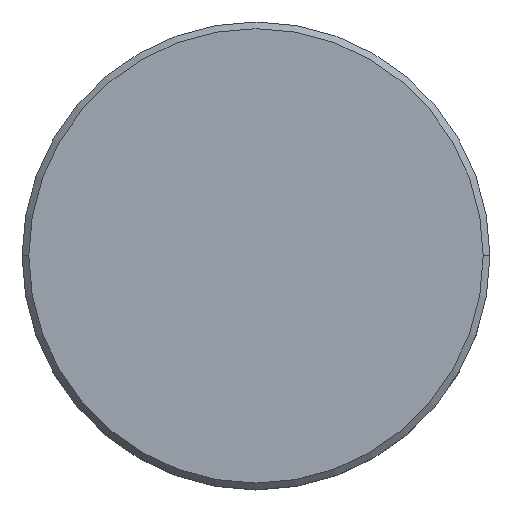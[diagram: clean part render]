
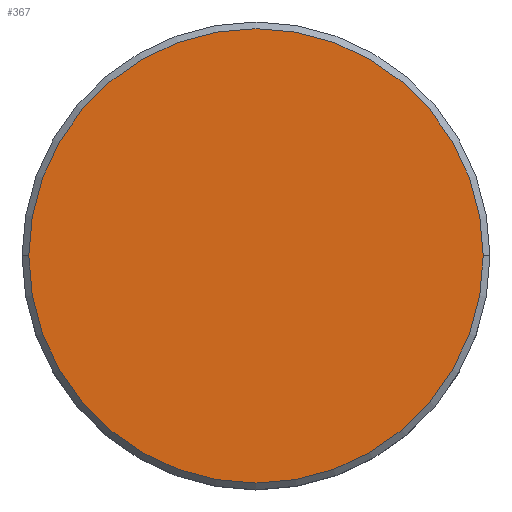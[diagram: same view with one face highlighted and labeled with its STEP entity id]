
A CAD part, top view. The second image highlights one B-rep face of the part: STEP entity #367.
In plain terms, the highlighted planar face has unit normal (0, 0, 1).
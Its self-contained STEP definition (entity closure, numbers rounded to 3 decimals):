
#16 = CIRCLE ( 'NONE', #95, 17. ) ;
#20 = EDGE_LOOP ( 'NONE', ( #216, #122 ) ) ;
#63 = AXIS2_PLACEMENT_3D ( 'NONE', #232, #420, #197 ) ;
#95 = AXIS2_PLACEMENT_3D ( 'NONE', #280, #410, #511 ) ;
#108 = CIRCLE ( 'NONE', #315, 17. ) ;
#122 = ORIENTED_EDGE ( 'NONE', *, *, #226, .T. ) ;
#150 = PLANE ( 'NONE',  #63 ) ;
#153 = FACE_OUTER_BOUND ( 'NONE', #20, .T. ) ;
#162 = DIRECTION ( 'NONE',  ( 0., 0., 1. ) ) ;
#197 = DIRECTION ( 'NONE',  ( 1., 0., 0. ) ) ;
#216 = ORIENTED_EDGE ( 'NONE', *, *, #512, .T. ) ;
#226 = EDGE_CURVE ( 'NONE', #339, #478, #16, .T. ) ;
#232 = CARTESIAN_POINT ( 'NONE',  ( 0., 0., 0. ) ) ;
#280 = CARTESIAN_POINT ( 'NONE',  ( 0., 0., 0. ) ) ;
#315 = AXIS2_PLACEMENT_3D ( 'NONE', #491, #162, #342 ) ;
#339 = VERTEX_POINT ( 'NONE', #566 ) ;
#342 = DIRECTION ( 'NONE',  ( 1., 0., 0. ) ) ;
#367 = ADVANCED_FACE ( 'NONE', ( #153 ), #150, .T. ) ;
#410 = DIRECTION ( 'NONE',  ( 0., 0., 1. ) ) ;
#420 = DIRECTION ( 'NONE',  ( 0., 0., 1. ) ) ;
#478 = VERTEX_POINT ( 'NONE', #576 ) ;
#491 = CARTESIAN_POINT ( 'NONE',  ( 0., 0., 0. ) ) ;
#511 = DIRECTION ( 'NONE',  ( 1., 0., 0. ) ) ;
#512 = EDGE_CURVE ( 'NONE', #478, #339, #108, .T. ) ;
#566 = CARTESIAN_POINT ( 'NONE',  ( 17., 0., 0. ) ) ;
#576 = CARTESIAN_POINT ( 'NONE',  ( -17., 0., 0. ) ) ;
